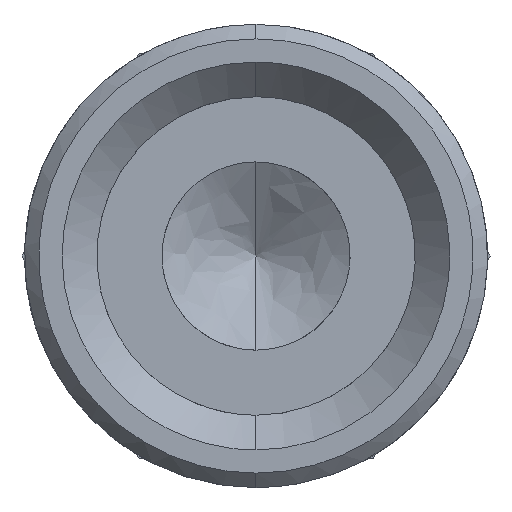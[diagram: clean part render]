
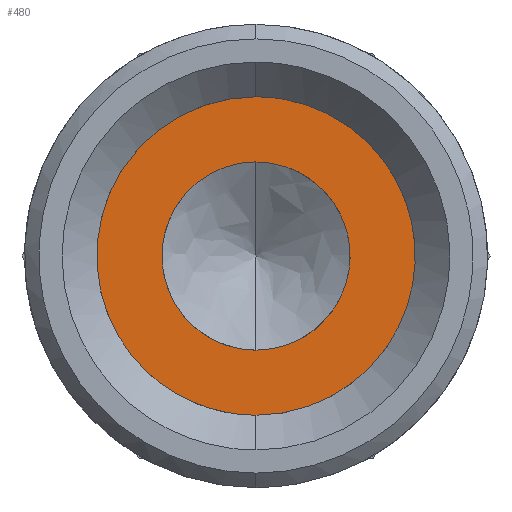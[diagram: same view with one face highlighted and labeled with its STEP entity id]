
A CAD part, front view. The second image highlights one B-rep face of the part: STEP entity #480.
In plain terms, the highlighted free-form (B-spline) face has degree [1, 1] with [2, 2] control points.
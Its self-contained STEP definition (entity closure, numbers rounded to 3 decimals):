
#65 = CARTESIAN_POINT ( 'NONE',  ( -4.805, 13.5, 2.772 ) ) ;
#70 = CARTESIAN_POINT ( 'NONE',  ( -5.5, 13.5, 0.722 ) ) ;
#75 = EDGE_CURVE ( 'NONE', #1057, #639, #288, .T. ) ;
#82 = CARTESIAN_POINT ( 'NONE',  ( -3.378, 13.5, 4.4 ) ) ;
#134 = CARTESIAN_POINT ( 'NONE',  ( 5.566, 13.5, 5.566 ) ) ;
#138 = CARTESIAN_POINT ( 'NONE',  ( 5.5, 13.5, 0.722 ) ) ;
#243 = EDGE_CURVE ( 'NONE', #1389, #331, #1229, .T. ) ;
#264 = CARTESIAN_POINT ( 'NONE',  ( 5.566, 13.5, -5.566 ) ) ;
#288 = B_SPLINE_CURVE_WITH_KNOTS ( 'NONE', 3,
 ( #1148, #338, #1277, #911, #332, #581, #1039, #1508, #1164, #1022, #461, #1140, #440, #1260, #713, #354, #589, #1170 ),
 .UNSPECIFIED., .F., .F.,
 ( 4, 2, 2, 2, 2, 2, 2, 2, 4 ),
 ( 0., 0.393, 0.785, 1.178, 1.571, 1.963, 2.356, 2.749, 3.142 ),
 .UNSPECIFIED. ) ;
#331 = VERTEX_POINT ( 'NONE', #448 ) ;
#332 = CARTESIAN_POINT ( 'NONE',  ( 1.996, 13.5, 2.6 ) ) ;
#338 = CARTESIAN_POINT ( 'NONE',  ( 0.427, 13.5, 3.25 ) ) ;
#354 = CARTESIAN_POINT ( 'NONE',  ( 0.849, 13.5, -3.166 ) ) ;
#387 = CARTESIAN_POINT ( 'NONE',  ( 5.5, 13.5, -0.722 ) ) ;
#398 = B_SPLINE_CURVE_WITH_KNOTS ( 'NONE', 3,
 ( #645, #410, #503, #526, #1336, #1440, #742, #1221, #387, #138, #403, #634, #855, #863, #508, #760, #629, #869 ),
 .UNSPECIFIED., .F., .F.,
 ( 4, 2, 2, 2, 2, 2, 2, 2, 4 ),
 ( 0., 0.393, 0.785, 1.178, 1.571, 1.963, 2.356, 2.749, 3.142 ),
 .UNSPECIFIED. ) ;
#403 = CARTESIAN_POINT ( 'NONE',  ( 5.358, 13.5, 1.437 ) ) ;
#410 = CARTESIAN_POINT ( 'NONE',  ( 0.722, 13.5, -5.5 ) ) ;
#425 = CARTESIAN_POINT ( 'NONE',  ( -5.5, 13.5, -0.722 ) ) ;
#440 = CARTESIAN_POINT ( 'NONE',  ( 2.6, 13.5, -1.996 ) ) ;
#448 = CARTESIAN_POINT ( 'NONE',  ( 0., 13.5, -5.5 ) ) ;
#461 = CARTESIAN_POINT ( 'NONE',  ( 3.166, 13.5, -0.849 ) ) ;
#476 = CARTESIAN_POINT ( 'NONE',  ( 0., 13.5, -3.25 ) ) ;
#480 = ADVANCED_FACE ( 'NONE', ( #1136, #729 ), #949, .T. ) ;
#487 = ORIENTED_EDGE ( 'NONE', *, *, #790, .T. ) ;
#503 = CARTESIAN_POINT ( 'NONE',  ( 1.437, 13.5, -5.358 ) ) ;
#508 = CARTESIAN_POINT ( 'NONE',  ( 2.772, 13.5, 4.805 ) ) ;
#516 = ORIENTED_EDGE ( 'NONE', *, *, #599, .F. ) ;
#525 = ORIENTED_EDGE ( 'NONE', *, *, #243, .T. ) ;
#526 = CARTESIAN_POINT ( 'NONE',  ( 2.772, 13.5, -4.805 ) ) ;
#552 = CARTESIAN_POINT ( 'NONE',  ( -3.378, 13.5, -4.4 ) ) ;
#559 = CARTESIAN_POINT ( 'NONE',  ( -2.772, 13.5, 4.805 ) ) ;
#566 = CARTESIAN_POINT ( 'NONE',  ( -4.805, 13.5, -2.772 ) ) ;
#581 = CARTESIAN_POINT ( 'NONE',  ( 2.6, 13.5, 1.996 ) ) ;
#589 = CARTESIAN_POINT ( 'NONE',  ( 0.427, 13.5, -3.25 ) ) ;
#599 = EDGE_CURVE ( 'NONE', #1057, #639, #1351, .T. ) ;
#607 = CARTESIAN_POINT ( 'NONE',  ( 0., 13.5, 5.5 ) ) ;
#629 = CARTESIAN_POINT ( 'NONE',  ( 0.722, 13.5, 5.5 ) ) ;
#634 = CARTESIAN_POINT ( 'NONE',  ( 4.805, 13.5, 2.772 ) ) ;
#639 = VERTEX_POINT ( 'NONE', #476 ) ;
#645 = CARTESIAN_POINT ( 'NONE',  ( 0., 13.5, -5.5 ) ) ;
#670 = CARTESIAN_POINT ( 'NONE',  ( -2.772, 13.5, -4.805 ) ) ;
#683 = CARTESIAN_POINT ( 'NONE',  ( -1.437, 13.5, -5.358 ) ) ;
#686 = CARTESIAN_POINT ( 'NONE',  ( -5.358, 13.5, 1.437 ) ) ;
#713 = CARTESIAN_POINT ( 'NONE',  ( 1.638, 13.5, -2.839 ) ) ;
#729 = FACE_OUTER_BOUND ( 'NONE', #999, .T. ) ;
#742 = CARTESIAN_POINT ( 'NONE',  ( 4.805, 13.5, -2.772 ) ) ;
#760 = CARTESIAN_POINT ( 'NONE',  ( 1.437, 13.5, 5.358 ) ) ;
#786 = CARTESIAN_POINT ( 'NONE',  ( -4.4, 13.5, 3.378 ) ) ;
#790 = EDGE_CURVE ( 'NONE', #331, #1389, #398, .T. ) ;
#795 = CARTESIAN_POINT ( 'NONE',  ( 0., 13.5, -5.5 ) ) ;
#855 = CARTESIAN_POINT ( 'NONE',  ( 4.4, 13.5, 3.378 ) ) ;
#863 = CARTESIAN_POINT ( 'NONE',  ( 3.378, 13.5, 4.4 ) ) ;
#869 = CARTESIAN_POINT ( 'NONE',  ( 0., 13.5, 5.5 ) ) ;
#871 = CARTESIAN_POINT ( 'NONE',  ( 0., 13.5, 5.5 ) ) ;
#911 = CARTESIAN_POINT ( 'NONE',  ( 1.638, 13.5, 2.839 ) ) ;
#935 = CARTESIAN_POINT ( 'NONE',  ( 0., 13.5, 3.25 ) ) ;
#949 = B_SPLINE_SURFACE_WITH_KNOTS ( 'NONE', 1, 1, ( 
 ( #1182, #134 ),
 ( #964, #264 ) ),
 .UNSPECIFIED., .F., .F., .F.,
 ( 2, 2 ),
 ( 2, 2 ),
 ( 0., 1. ),
 ( 0., 1. ),
 .UNSPECIFIED. ) ;
#964 = CARTESIAN_POINT ( 'NONE',  ( -5.566, 13.5, -5.566 ) ) ;
#992 = CARTESIAN_POINT ( 'NONE',  ( 0., 13.5, 3.25 ) ) ;
#999 = EDGE_LOOP ( 'NONE', ( #487, #525 ) ) ;
#1022 = CARTESIAN_POINT ( 'NONE',  ( 3.25, 13.5, -0.427 ) ) ;
#1029 = ORIENTED_EDGE ( 'NONE', *, *, #75, .T. ) ;
#1039 = CARTESIAN_POINT ( 'NONE',  ( 2.839, 13.5, 1.638 ) ) ;
#1046 = CARTESIAN_POINT ( 'NONE',  ( -6.5, 13.5, -3.25 ) ) ;
#1057 = VERTEX_POINT ( 'NONE', #992 ) ;
#1094 = CARTESIAN_POINT ( 'NONE',  ( -0.722, 13.5, 5.5 ) ) ;
#1128 = CARTESIAN_POINT ( 'NONE',  ( -0.722, 13.5, -5.5 ) ) ;
#1136 = FACE_BOUND ( 'NONE', #1180, .T. ) ;
#1137 = CARTESIAN_POINT ( 'NONE',  ( -5.358, 13.5, -1.437 ) ) ;
#1140 = CARTESIAN_POINT ( 'NONE',  ( 2.839, 13.5, -1.638 ) ) ;
#1148 = CARTESIAN_POINT ( 'NONE',  ( 0., 13.5, 3.25 ) ) ;
#1164 = CARTESIAN_POINT ( 'NONE',  ( 3.25, 13.5, 0.427 ) ) ;
#1170 = CARTESIAN_POINT ( 'NONE',  ( 0., 13.5, -3.25 ) ) ;
#1180 = EDGE_LOOP ( 'NONE', ( #1029, #516 ) ) ;
#1182 = CARTESIAN_POINT ( 'NONE',  ( -5.566, 13.5, 5.566 ) ) ;
#1221 = CARTESIAN_POINT ( 'NONE',  ( 5.358, 13.5, -1.437 ) ) ;
#1229 = B_SPLINE_CURVE_WITH_KNOTS ( 'NONE', 3,
 ( #871, #1094, #1230, #559, #82, #786, #65, #686, #70, #425, #1137, #566, #1245, #552, #670, #683, #1128, #795 ),
 .UNSPECIFIED., .F., .F.,
 ( 4, 2, 2, 2, 2, 2, 2, 2, 4 ),
 ( 0., 0.393, 0.785, 1.178, 1.571, 1.963, 2.356, 2.749, 3.142 ),
 .UNSPECIFIED. ) ;
#1230 = CARTESIAN_POINT ( 'NONE',  ( -1.437, 13.5, 5.358 ) ) ;
#1245 = CARTESIAN_POINT ( 'NONE',  ( -4.4, 13.5, -3.378 ) ) ;
#1260 = CARTESIAN_POINT ( 'NONE',  ( 1.996, 13.5, -2.6 ) ) ;
#1277 = CARTESIAN_POINT ( 'NONE',  ( 0.849, 13.5, 3.166 ) ) ;
#1291 = CARTESIAN_POINT ( 'NONE',  ( -6.5, 13.5, 3.25 ) ) ;
#1336 = CARTESIAN_POINT ( 'NONE',  ( 3.378, 13.5, -4.4 ) ) ;
#1351 =( BOUNDED_CURVE ( )  B_SPLINE_CURVE ( 3, ( #935, #1291, #1046, #1397 ),
 .UNSPECIFIED., .F., .F. ) 
 B_SPLINE_CURVE_WITH_KNOTS ( ( 4, 4 ),
 ( -3.142, 0. ),
 .UNSPECIFIED. ) 
 CURVE ( )  GEOMETRIC_REPRESENTATION_ITEM ( )  RATIONAL_B_SPLINE_CURVE ( ( 1., 0.333, 0.333, 1. ) ) 
 REPRESENTATION_ITEM ( '' )  );
#1389 = VERTEX_POINT ( 'NONE', #607 ) ;
#1397 = CARTESIAN_POINT ( 'NONE',  ( 0., 13.5, -3.25 ) ) ;
#1440 = CARTESIAN_POINT ( 'NONE',  ( 4.4, 13.5, -3.378 ) ) ;
#1508 = CARTESIAN_POINT ( 'NONE',  ( 3.166, 13.5, 0.849 ) ) ;
